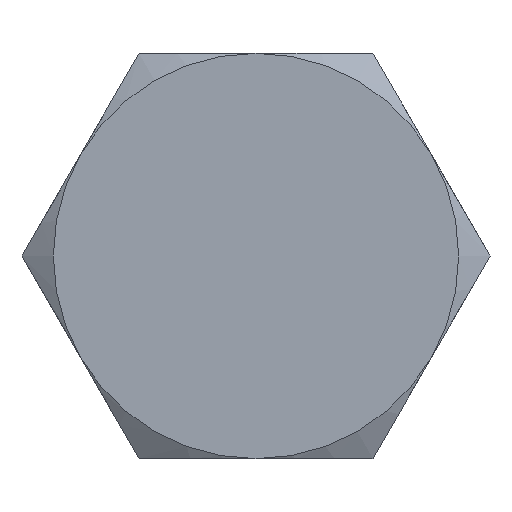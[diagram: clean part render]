
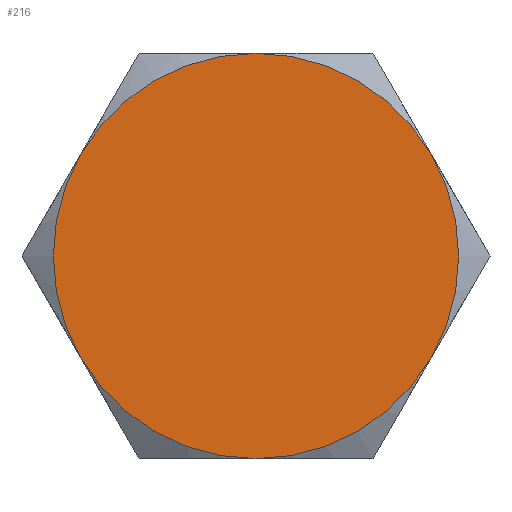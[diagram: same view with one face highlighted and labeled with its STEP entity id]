
A CAD part, left-side view. The second image highlights one B-rep face of the part: STEP entity #216.
In plain terms, the highlighted planar face has unit normal (-1, 0, 0).
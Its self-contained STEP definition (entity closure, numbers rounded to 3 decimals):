
#32 = ORIENTED_EDGE ( 'NONE', *, *, #3752, .F. ) ;
#65 = VERTEX_POINT ( 'NONE', #1706 ) ;
#179 = EDGE_CURVE ( 'NONE', #2642, #65, #2490, .T. ) ;
#216 = ADVANCED_FACE ( 'NONE', ( #3882 ), #3840, .F. ) ;
#242 = EDGE_LOOP ( 'NONE', ( #2396, #4014, #32, #1402, #1768, #624 ) ) ;
#255 = DIRECTION ( 'NONE',  ( 0., 0., -1. ) ) ;
#295 = VERTEX_POINT ( 'NONE', #4026 ) ;
#372 = DIRECTION ( 'NONE',  ( 0., 0., -1. ) ) ;
#509 = VERTEX_POINT ( 'NONE', #588 ) ;
#588 = CARTESIAN_POINT ( 'NONE',  ( 0., -4.33, 2.5 ) ) ;
#624 = ORIENTED_EDGE ( 'NONE', *, *, #1543, .F. ) ;
#679 = CARTESIAN_POINT ( 'NONE',  ( 0., 0., 0. ) ) ;
#832 = CARTESIAN_POINT ( 'NONE',  ( 0., -4.33, -2.5 ) ) ;
#1027 = EDGE_CURVE ( 'NONE', #295, #509, #3047, .T. ) ;
#1259 = DIRECTION ( 'NONE',  ( 1., 0., 0. ) ) ;
#1291 = DIRECTION ( 'NONE',  ( 1., 0., 0. ) ) ;
#1402 = ORIENTED_EDGE ( 'NONE', *, *, #1027, .F. ) ;
#1428 = AXIS2_PLACEMENT_3D ( 'NONE', #2943, #1631, #2906 ) ;
#1439 = DIRECTION ( 'NONE',  ( 0., 0., -1. ) ) ;
#1543 = EDGE_CURVE ( 'NONE', #4379, #2631, #3751, .T. ) ;
#1572 = CARTESIAN_POINT ( 'NONE',  ( 0., 0., 0. ) ) ;
#1620 = DIRECTION ( 'NONE',  ( 1., 0., 0. ) ) ;
#1621 = CIRCLE ( 'NONE', #3151, 5. ) ;
#1631 = DIRECTION ( 'NONE',  ( -1., 0., 0. ) ) ;
#1654 = DIRECTION ( 'NONE',  ( 0., 0., -1. ) ) ;
#1706 = CARTESIAN_POINT ( 'NONE',  ( 0., 0., -5. ) ) ;
#1768 = ORIENTED_EDGE ( 'NONE', *, *, #2405, .T. ) ;
#1780 = CARTESIAN_POINT ( 'NONE',  ( 0., 5.774, 0. ) ) ;
#1796 = AXIS2_PLACEMENT_3D ( 'NONE', #2123, #3139, #1439 ) ;
#2123 = CARTESIAN_POINT ( 'NONE',  ( 0., 0., 0. ) ) ;
#2396 = ORIENTED_EDGE ( 'NONE', *, *, #4238, .F. ) ;
#2405 = EDGE_CURVE ( 'NONE', #295, #2631, #3341, .T. ) ;
#2490 = CIRCLE ( 'NONE', #1796, 5. ) ;
#2631 = VERTEX_POINT ( 'NONE', #3943 ) ;
#2642 = VERTEX_POINT ( 'NONE', #832 ) ;
#2743 = DIRECTION ( 'NONE',  ( 1., 0., 0. ) ) ;
#2763 = DIRECTION ( 'NONE',  ( 0., 0., -1. ) ) ;
#2906 = DIRECTION ( 'NONE',  ( 0., 0., 1. ) ) ;
#2909 = CIRCLE ( 'NONE', #3209, 5. ) ;
#2943 = CARTESIAN_POINT ( 'NONE',  ( 0., 0., 0. ) ) ;
#3047 = CIRCLE ( 'NONE', #3494, 5. ) ;
#3139 = DIRECTION ( 'NONE',  ( 1., 0., 0. ) ) ;
#3151 = AXIS2_PLACEMENT_3D ( 'NONE', #1572, #1259, #3332 ) ;
#3209 = AXIS2_PLACEMENT_3D ( 'NONE', #4411, #1291, #1654 ) ;
#3332 = DIRECTION ( 'NONE',  ( 0., 0., -1. ) ) ;
#3341 = CIRCLE ( 'NONE', #1428, 5. ) ;
#3494 = AXIS2_PLACEMENT_3D ( 'NONE', #4476, #2743, #2763 ) ;
#3612 = AXIS2_PLACEMENT_3D ( 'NONE', #679, #4455, #372 ) ;
#3751 = CIRCLE ( 'NONE', #3612, 5. ) ;
#3752 = EDGE_CURVE ( 'NONE', #509, #2642, #2909, .T. ) ;
#3838 = AXIS2_PLACEMENT_3D ( 'NONE', #1780, #1620, #255 ) ;
#3840 = PLANE ( 'NONE',  #3838 ) ;
#3882 = FACE_OUTER_BOUND ( 'NONE', #242, .T. ) ;
#3943 = CARTESIAN_POINT ( 'NONE',  ( 0., 4.33, 2.5 ) ) ;
#4014 = ORIENTED_EDGE ( 'NONE', *, *, #179, .F. ) ;
#4026 = CARTESIAN_POINT ( 'NONE',  ( 0., 0., 5. ) ) ;
#4091 = CARTESIAN_POINT ( 'NONE',  ( 0., 4.33, -2.5 ) ) ;
#4238 = EDGE_CURVE ( 'NONE', #65, #4379, #1621, .T. ) ;
#4379 = VERTEX_POINT ( 'NONE', #4091 ) ;
#4411 = CARTESIAN_POINT ( 'NONE',  ( 0., 0., 0. ) ) ;
#4455 = DIRECTION ( 'NONE',  ( 1., 0., 0. ) ) ;
#4476 = CARTESIAN_POINT ( 'NONE',  ( 0., 0., 0. ) ) ;
